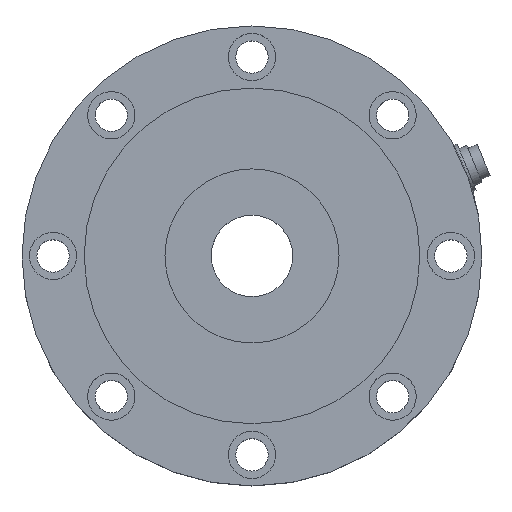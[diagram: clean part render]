
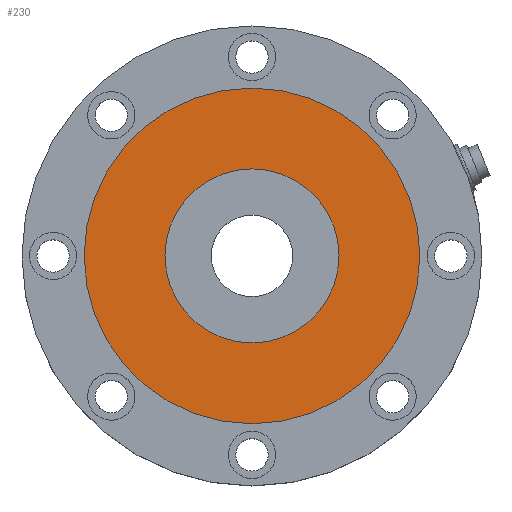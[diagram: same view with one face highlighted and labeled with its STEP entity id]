
A CAD part, top view. The second image highlights one B-rep face of the part: STEP entity #230.
In plain terms, the highlighted planar face has unit normal (0, 0, 1).
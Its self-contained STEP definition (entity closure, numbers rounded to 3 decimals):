
#230 = ADVANCED_FACE( '', ( #500, #501 ), #502, .F. );
#500 = FACE_OUTER_BOUND( '', #782, .T. );
#501 = FACE_BOUND( '', #783, .T. );
#502 = PLANE( '', #784 );
#782 = EDGE_LOOP( '', ( #1160 ) );
#783 = EDGE_LOOP( '', ( #1161 ) );
#784 = AXIS2_PLACEMENT_3D( '', #1162, #1163, #1164 );
#1160 = ORIENTED_EDGE( '', *, *, #1281, .F. );
#1161 = ORIENTED_EDGE( '', *, *, #1340, .T. );
#1162 = CARTESIAN_POINT( '', ( 0., 0., 43.5 ) );
#1163 = DIRECTION( '', ( 0., 0., -1. ) );
#1164 = DIRECTION( '', ( 0., -1., 0. ) );
#1281 = EDGE_CURVE( '', #1440, #1440, #1441, .T. );
#1340 = EDGE_CURVE( '', #1532, #1532, #1533, .T. );
#1440 = VERTEX_POINT( '', #1652 );
#1441 = CIRCLE( '', #1653, 67.5 );
#1532 = VERTEX_POINT( '', #1838 );
#1533 = CIRCLE( '', #1839, 35. );
#1652 = CARTESIAN_POINT( '', ( 0., 67.5, 43.5 ) );
#1653 = AXIS2_PLACEMENT_3D( '', #1963, #1964, #1965 );
#1838 = CARTESIAN_POINT( '', ( -35., 0., 43.5 ) );
#1839 = AXIS2_PLACEMENT_3D( '', #2065, #2066, #2067 );
#1963 = CARTESIAN_POINT( '', ( 0., 0., 43.5 ) );
#1964 = DIRECTION( '', ( 0., 0., -1. ) );
#1965 = DIRECTION( '', ( 0., 1., 0. ) );
#2065 = CARTESIAN_POINT( '', ( 0., 0., 43.5 ) );
#2066 = DIRECTION( '', ( 0., 0., -1. ) );
#2067 = DIRECTION( '', ( -1., 0., 0. ) );
